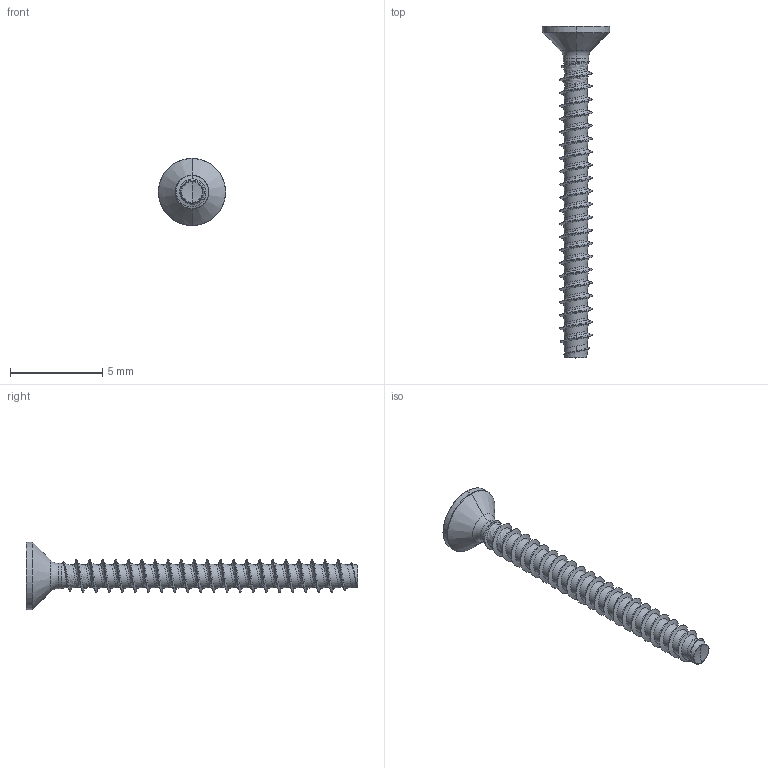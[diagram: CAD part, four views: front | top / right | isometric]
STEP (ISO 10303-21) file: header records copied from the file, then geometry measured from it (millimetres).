
FILE_DESCRIPTION (( 'STEP AP203' ), '1' );
FILE_NAME ('STP410180180.STEP', '2017-08-16T13:26:13', ( '' ), ( '' ), 'SwSTEP 2.0', 'SolidWorks 2015', '' );
FILE_SCHEMA (( 'CONFIG_CONTROL_DESIGN' ));
Length unit declared in the file: millimetre
Products named in the file (1): STP410180180
Bounding box: 3.65 x 18 x 3.65 mm (x, y, z)
Volume: 31.4 mm3; surface area: 139.7 mm2
Topology: 1 solids, 1 shells, 127 faces, 327 edges, 202 vertices
Faces by surface type: cylinder 70, bspline 35, cone 12, torus 6, sphere 2, plane 2
Entity records: 31510 total; most frequent: CARTESIAN_POINT 28854, ORIENTED_EDGE 650, DIRECTION 392, EDGE_CURVE 325, VERTEX_POINT 202, AXIS2_PLACEMENT_3D 153, B_SPLINE_CURVE_WITH_KNOTS 134, EDGE_LOOP 129
